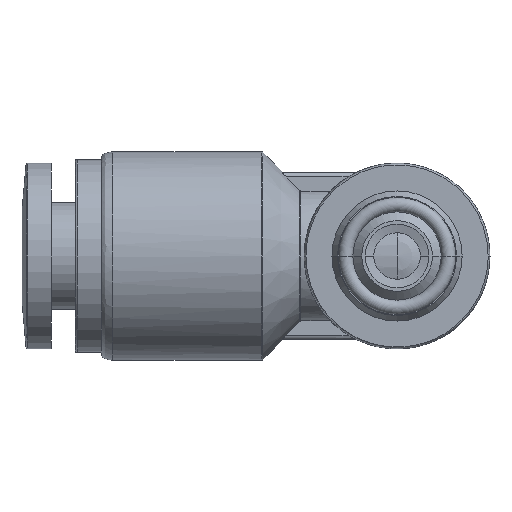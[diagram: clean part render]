
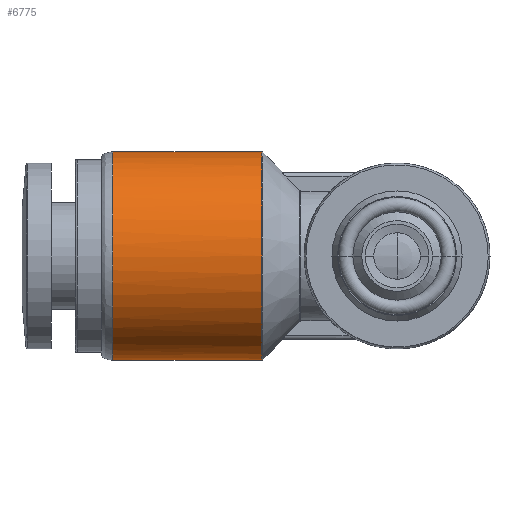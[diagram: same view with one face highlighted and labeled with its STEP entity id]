
A CAD part, front view. The second image highlights one B-rep face of the part: STEP entity #6775.
In plain terms, the highlighted cylindrical face has radius 5.6 mm (diameter 11.2 mm), a partial arc.
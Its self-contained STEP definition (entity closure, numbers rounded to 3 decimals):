
#109 = DIRECTION ( 'NONE',  ( 0., 0., -1. ) ) ;
#113 = ORIENTED_EDGE ( 'NONE', *, *, #4368, .T. ) ;
#233 = CARTESIAN_POINT ( 'NONE',  ( -15.3, 6.2, 0.733 ) ) ;
#774 = CIRCLE ( 'NONE', #9536, 5.6 ) ;
#781 = ORIENTED_EDGE ( 'NONE', *, *, #5700, .F. ) ;
#1123 = CARTESIAN_POINT ( 'NONE',  ( -15.3, 8.359, -4.478 ) ) ;
#1833 = EDGE_CURVE ( 'NONE', #4234, #2682, #7925, .T. ) ;
#2082 = CARTESIAN_POINT ( 'NONE',  ( -15.3, 6.2, -0.733 ) ) ;
#2117 = CARTESIAN_POINT ( 'NONE',  ( 0., 11.8, 5.6 ) ) ;
#2146 = CYLINDRICAL_SURFACE ( 'NONE', #11519, 5.6 ) ;
#2194 = CARTESIAN_POINT ( 'NONE',  ( -15.3, 11.8, 5.6 ) ) ;
#2205 = CARTESIAN_POINT ( 'NONE',  ( -15.3, 11.067, -5.6 ) ) ;
#2682 = VERTEX_POINT ( 'NONE', #4205 ) ;
#3930 = CARTESIAN_POINT ( 'NONE',  ( -15.3, 7.322, -3.441 ) ) ;
#3961 = ORIENTED_EDGE ( 'NONE', *, *, #1833, .T. ) ;
#3997 = CARTESIAN_POINT ( 'NONE',  ( -15.3, 11.067, 5.6 ) ) ;
#4126 = CARTESIAN_POINT ( 'NONE',  ( -15.3, 8.98, 4.893 ) ) ;
#4205 = CARTESIAN_POINT ( 'NONE',  ( -15.3, 11.8, -5.6 ) ) ;
#4234 = VERTEX_POINT ( 'NONE', #2194 ) ;
#4368 = EDGE_CURVE ( 'NONE', #7492, #9532, #774, .T. ) ;
#4427 = CARTESIAN_POINT ( 'NONE',  ( -7.291, 11.8, 0. ) ) ;
#4940 = LINE ( 'NONE', #2117, #7602 ) ;
#4996 = ORIENTED_EDGE ( 'NONE', *, *, #11398, .T. ) ;
#5035 = CARTESIAN_POINT ( 'NONE',  ( -15.3, 11.8, -5.6 ) ) ;
#5161 = EDGE_LOOP ( 'NONE', ( #781, #3961, #4996, #113 ) ) ;
#5646 = DIRECTION ( 'NONE',  ( -1., 0., 0. ) ) ;
#5700 = EDGE_CURVE ( 'NONE', #4234, #9532, #4940, .T. ) ;
#6067 = CARTESIAN_POINT ( 'NONE',  ( 0., 11.8, 0. ) ) ;
#6775 = ADVANCED_FACE ( 'NONE', ( #7083 ), #2146, .T. ) ;
#6893 = CARTESIAN_POINT ( 'NONE',  ( -15.3, 7.322, 3.441 ) ) ;
#7079 = CARTESIAN_POINT ( 'NONE',  ( -15.3, 8.98, -4.893 ) ) ;
#7083 = FACE_OUTER_BOUND ( 'NONE', #5161, .T. ) ;
#7492 = VERTEX_POINT ( 'NONE', #11594 ) ;
#7568 = CARTESIAN_POINT ( 'NONE',  ( -7.291, 11.8, 5.6 ) ) ;
#7602 = VECTOR ( 'NONE', #8833, 1000. ) ;
#7895 = CARTESIAN_POINT ( 'NONE',  ( -15.3, 6.346, 1.466 ) ) ;
#7925 = B_SPLINE_CURVE_WITH_KNOTS ( 'NONE', 3,
 ( #9945, #3997, #8984, #4126, #9876, #6893, #10852, #7895, #233, #2082, #8019, #11824, #3930, #1123, #7079, #9807, #2205, #5035 ),
 .UNSPECIFIED., .F., .F.,
 ( 4, 2, 2, 2, 2, 2, 2, 2, 4 ),
 ( 0.5, 0.563, 0.625, 0.687, 0.75, 0.812, 0.875, 0.938, 1. ),
 .UNSPECIFIED. ) ;
#8019 = CARTESIAN_POINT ( 'NONE',  ( -15.3, 6.346, -1.466 ) ) ;
#8833 = DIRECTION ( 'NONE',  ( 1., 0., 0. ) ) ;
#8984 = CARTESIAN_POINT ( 'NONE',  ( -15.3, 10.334, 5.454 ) ) ;
#9532 = VERTEX_POINT ( 'NONE', #7568 ) ;
#9536 = AXIS2_PLACEMENT_3D ( 'NONE', #4427, #5646, #10563 ) ;
#9807 = CARTESIAN_POINT ( 'NONE',  ( -15.3, 10.334, -5.454 ) ) ;
#9876 = CARTESIAN_POINT ( 'NONE',  ( -15.3, 8.359, 4.478 ) ) ;
#9945 = CARTESIAN_POINT ( 'NONE',  ( -15.3, 11.8, 5.6 ) ) ;
#10209 = CARTESIAN_POINT ( 'NONE',  ( 0., 11.8, -5.6 ) ) ;
#10563 = DIRECTION ( 'NONE',  ( 0., 0., 1. ) ) ;
#10852 = CARTESIAN_POINT ( 'NONE',  ( -15.3, 6.907, 2.82 ) ) ;
#11057 = DIRECTION ( 'NONE',  ( 1., 0., 0. ) ) ;
#11125 = LINE ( 'NONE', #10209, #12298 ) ;
#11398 = EDGE_CURVE ( 'NONE', #2682, #7492, #11125, .T. ) ;
#11519 = AXIS2_PLACEMENT_3D ( 'NONE', #6067, #12017, #109 ) ;
#11594 = CARTESIAN_POINT ( 'NONE',  ( -7.291, 11.8, -5.6 ) ) ;
#11824 = CARTESIAN_POINT ( 'NONE',  ( -15.3, 6.907, -2.82 ) ) ;
#12017 = DIRECTION ( 'NONE',  ( 1., 0., 0. ) ) ;
#12298 = VECTOR ( 'NONE', #11057, 1000. ) ;
